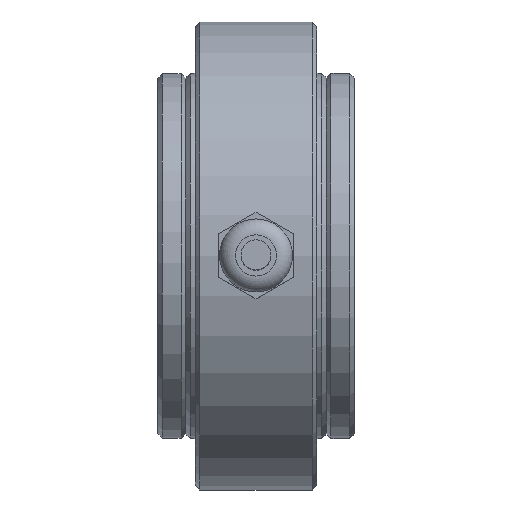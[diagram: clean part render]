
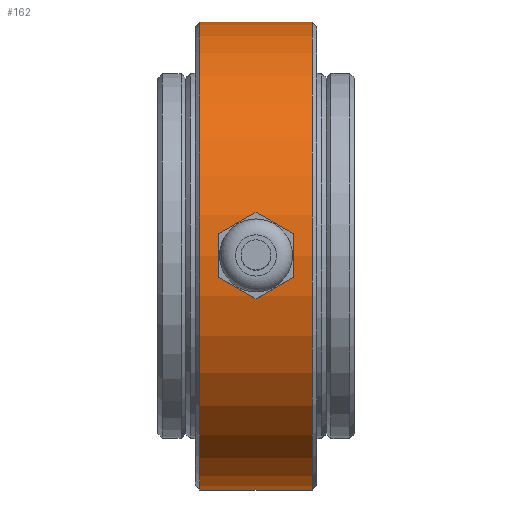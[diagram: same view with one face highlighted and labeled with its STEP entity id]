
A CAD part, top view. The second image highlights one B-rep face of the part: STEP entity #162.
In plain terms, the highlighted cylindrical face has radius 25 mm (diameter 50 mm), a full revolution.
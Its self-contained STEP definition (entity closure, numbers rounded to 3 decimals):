
#162 = ADVANCED_FACE( '', ( #309, #310 ), #311, .T. );
#309 = FACE_OUTER_BOUND( '', #506, .T. );
#310 = FACE_OUTER_BOUND( '', #507, .T. );
#311 = CYLINDRICAL_SURFACE( '', #508, 25. );
#506 = EDGE_LOOP( '', ( #691 ) );
#507 = EDGE_LOOP( '', ( #692 ) );
#508 = AXIS2_PLACEMENT_3D( '', #693, #694, #695 );
#691 = ORIENTED_EDGE( '', *, *, #1029, .T. );
#692 = ORIENTED_EDGE( '', *, *, #1030, .T. );
#693 = CARTESIAN_POINT( '', ( -60., 0., 0. ) );
#694 = DIRECTION( '', ( 1., 0., 0. ) );
#695 = DIRECTION( '', ( 0., 0., 1. ) );
#1029 = EDGE_CURVE( '', #1149, #1149, #1150, .T. );
#1030 = EDGE_CURVE( '', #1151, #1151, #1152, .F. );
#1149 = VERTEX_POINT( '', #1326 );
#1150 = CIRCLE( '', #1327, 25. );
#1151 = VERTEX_POINT( '', #1328 );
#1152 = CIRCLE( '', #1329, 25. );
#1326 = CARTESIAN_POINT( '', ( 13.5, 0., 25. ) );
#1327 = AXIS2_PLACEMENT_3D( '', #1538, #1539, #1540 );
#1328 = CARTESIAN_POINT( '', ( 1.5, 0., 25. ) );
#1329 = AXIS2_PLACEMENT_3D( '', #1541, #1542, #1543 );
#1538 = CARTESIAN_POINT( '', ( 13.5, 0., 0. ) );
#1539 = DIRECTION( '', ( -1., 0., 0. ) );
#1540 = DIRECTION( '', ( 0., 0., 1. ) );
#1541 = CARTESIAN_POINT( '', ( 1.5, 0., 0. ) );
#1542 = DIRECTION( '', ( -1., 0., 0. ) );
#1543 = DIRECTION( '', ( 0., 0., 1. ) );
